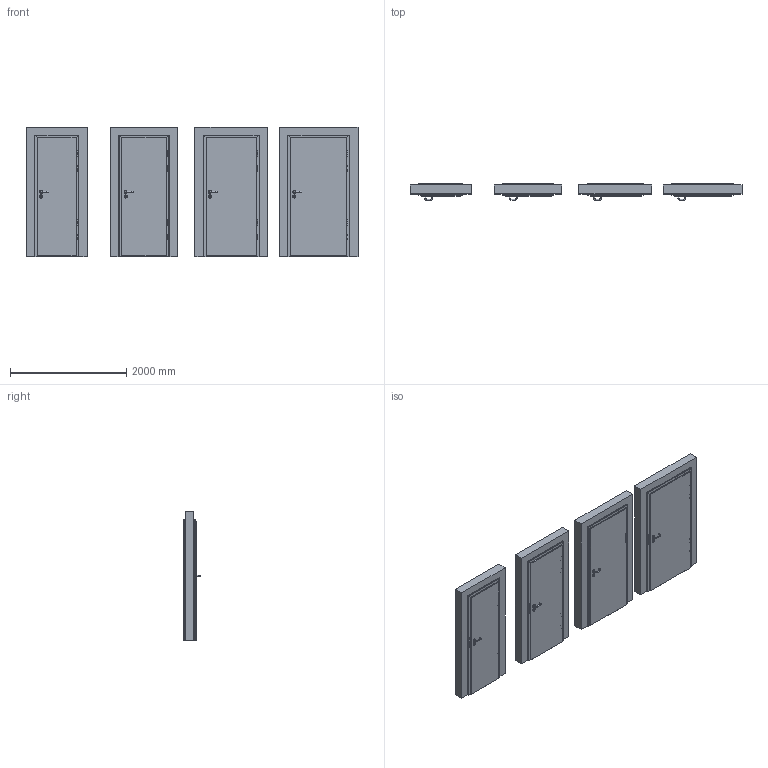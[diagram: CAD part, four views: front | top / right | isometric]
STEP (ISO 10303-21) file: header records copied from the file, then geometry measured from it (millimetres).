
FILE_DESCRIPTION(/* description */ (''),/* implementation_level */ '2;1');
FILE_NAME(/* name */ '050935_A_2-Drzwi przeciwpożarowe EI60 na ościeżnicy Projekt Premium..stp',/* time_stamp */ '2024-07-01T12:18:34+02:00',/* author */ (''),/* organization */ (''),/* preprocessor_version */ 'ST-DEVELOPER v16',/* originating_system */ 'SIEMENS PLM Software NX 11.0',/* authorisation */ '');
FILE_SCHEMA (('AUTOMOTIVE_DESIGN { 1 0 10303 214 3 1 1 1 }'));
Products named in the file (1): bkni51CC26EDykcl
Bounding box: 5704 x 277.28 x 2222.33 mm (x, y, z)
Volume: 955339689.7 mm3; surface area: 73638709 mm2
Topology: 380 solids, 380 shells, 10348 faces, 27544 edges, 17872 vertices
Faces by surface type: plane 7200, cylinder 2084, bspline 320, cone 248, torus 184, extrusion 184, sphere 128
Full cylindrical faces by diameter (mm): 4 x4, 5 x8, 5.5 x4, 6 x44, 7 x24, 7.8 x16, 8 x112, 9.7 x12, 13.5 x32, 15 x80, 19 x24, 20 x12, 20.5 x32, 54 x16
Entity records: 324721 total; most frequent: CARTESIAN_POINT 67098, ORIENTED_EDGE 52920, DIRECTION 50474, EDGE_CURVE 26460, VECTOR 20584, LINE 20400, VERTEX_POINT 17632, AXIS2_PLACEMENT_3D 14945
